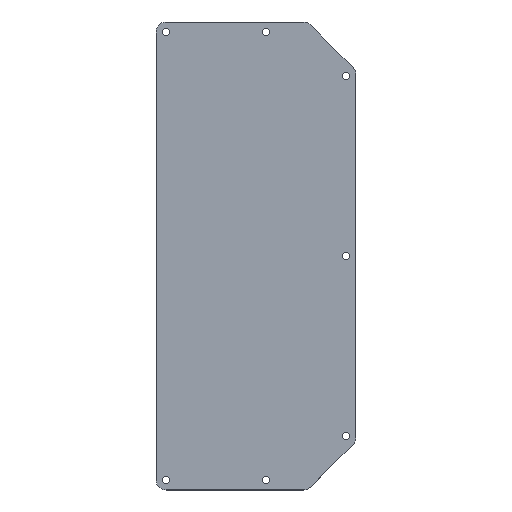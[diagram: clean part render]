
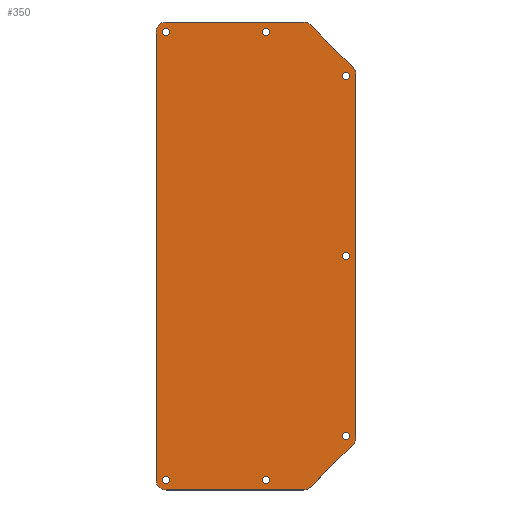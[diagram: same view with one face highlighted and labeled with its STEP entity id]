
A CAD part, top view. The second image highlights one B-rep face of the part: STEP entity #350.
In plain terms, the highlighted planar face has unit normal (0, 0, 1).
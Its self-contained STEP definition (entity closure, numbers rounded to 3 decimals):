
#42 = VERTEX_POINT('',#43);
#43 = CARTESIAN_POINT('',(6.06,29.718,1.6));
#49 = EDGE_CURVE('',#42,#50,#52,.T.);
#50 = VERTEX_POINT('',#51);
#51 = CARTESIAN_POINT('',(6.868,29.432,1.6));
#52 = CIRCLE('',#53,1.246);
#53 = AXIS2_PLACEMENT_3D('',#54,#55,#56);
#54 = CARTESIAN_POINT('',(6.074,28.472,1.6));
#55 = DIRECTION('',(0.,0.,-1.));
#56 = DIRECTION('',(-0.011,1.,0.));
#84 = VERTEX_POINT('',#85);
#85 = CARTESIAN_POINT('',(-11.43,29.718,1.6));
#91 = EDGE_CURVE('',#84,#42,#92,.T.);
#92 = LINE('',#93,#94);
#93 = CARTESIAN_POINT('',(-11.43,29.718,1.6));
#94 = VECTOR('',#95,1.);
#95 = DIRECTION('',(1.,0.,0.));
#113 = EDGE_CURVE('',#50,#114,#116,.T.);
#114 = VERTEX_POINT('',#115);
#115 = CARTESIAN_POINT('',(6.958,29.346,1.6));
#116 = LINE('',#117,#118);
#117 = CARTESIAN_POINT('',(6.868,29.432,1.6));
#118 = VECTOR('',#119,1.);
#119 = DIRECTION('',(0.723,-0.691,0.));
#350 = ADVANCED_FACE('',(#351,#479,#490,#501,#512,#523,#534,#545),#556,
  .T.);
#351 = FACE_BOUND('',#352,.T.);
#352 = EDGE_LOOP('',(#353,#354,#355,#363,#372,#380,#388,#397,#405,#413,
    #422,#430,#438,#447,#455,#463,#472,#478));
#353 = ORIENTED_EDGE('',*,*,#49,.F.);
#354 = ORIENTED_EDGE('',*,*,#91,.F.);
#355 = ORIENTED_EDGE('',*,*,#356,.F.);
#356 = EDGE_CURVE('',#357,#84,#359,.T.);
#357 = VERTEX_POINT('',#358);
#358 = CARTESIAN_POINT('',(-11.541,29.716,1.6));
#359 = LINE('',#360,#361);
#360 = CARTESIAN_POINT('',(-11.541,29.716,1.6));
#361 = VECTOR('',#362,1.);
#362 = DIRECTION('',(1.,0.022,0.));
#363 = ORIENTED_EDGE('',*,*,#364,.F.);
#364 = EDGE_CURVE('',#365,#357,#367,.T.);
#365 = VERTEX_POINT('',#366);
#366 = CARTESIAN_POINT('',(-12.7,28.448,1.6));
#367 = CIRCLE('',#368,1.268);
#368 = AXIS2_PLACEMENT_3D('',#369,#370,#371);
#369 = CARTESIAN_POINT('',(-11.432,28.452,1.6));
#370 = DIRECTION('',(0.,0.,-1.));
#371 = DIRECTION('',(-1.,-0.003,-0.));
#372 = ORIENTED_EDGE('',*,*,#373,.F.);
#373 = EDGE_CURVE('',#374,#365,#376,.T.);
#374 = VERTEX_POINT('',#375);
#375 = CARTESIAN_POINT('',(-12.7,-28.448,1.6));
#376 = LINE('',#377,#378);
#377 = CARTESIAN_POINT('',(-12.7,-28.448,1.6));
#378 = VECTOR('',#379,1.);
#379 = DIRECTION('',(0.,1.,0.));
#380 = ORIENTED_EDGE('',*,*,#381,.F.);
#381 = EDGE_CURVE('',#382,#374,#384,.T.);
#382 = VERTEX_POINT('',#383);
#383 = CARTESIAN_POINT('',(-12.698,-28.559,1.6));
#384 = LINE('',#385,#386);
#385 = CARTESIAN_POINT('',(-12.698,-28.559,1.6));
#386 = VECTOR('',#387,1.);
#387 = DIRECTION('',(-0.022,1.,0.));
#388 = ORIENTED_EDGE('',*,*,#389,.F.);
#389 = EDGE_CURVE('',#390,#382,#392,.T.);
#390 = VERTEX_POINT('',#391);
#391 = CARTESIAN_POINT('',(-11.43,-29.718,1.6));
#392 = CIRCLE('',#393,1.268);
#393 = AXIS2_PLACEMENT_3D('',#394,#395,#396);
#394 = CARTESIAN_POINT('',(-11.434,-28.45,1.6));
#395 = DIRECTION('',(0.,0.,-1.));
#396 = DIRECTION('',(0.003,-1.,0.));
#397 = ORIENTED_EDGE('',*,*,#398,.F.);
#398 = EDGE_CURVE('',#399,#390,#401,.T.);
#399 = VERTEX_POINT('',#400);
#400 = CARTESIAN_POINT('',(6.06,-29.718,1.6));
#401 = LINE('',#402,#403);
#402 = CARTESIAN_POINT('',(6.06,-29.718,1.6));
#403 = VECTOR('',#404,1.);
#404 = DIRECTION('',(-1.,0.,0.));
#405 = ORIENTED_EDGE('',*,*,#406,.F.);
#406 = EDGE_CURVE('',#407,#399,#409,.T.);
#407 = VERTEX_POINT('',#408);
#408 = CARTESIAN_POINT('',(6.185,-29.715,1.6));
#409 = LINE('',#410,#411);
#410 = CARTESIAN_POINT('',(6.185,-29.715,1.6));
#411 = VECTOR('',#412,1.);
#412 = DIRECTION('',(-1.,-0.023,0.));
#413 = ORIENTED_EDGE('',*,*,#414,.F.);
#414 = EDGE_CURVE('',#415,#407,#417,.T.);
#415 = VERTEX_POINT('',#416);
#416 = CARTESIAN_POINT('',(6.958,-29.346,1.6));
#417 = CIRCLE('',#418,1.246);
#418 = AXIS2_PLACEMENT_3D('',#419,#420,#421);
#419 = CARTESIAN_POINT('',(6.067,-28.475,1.6));
#420 = DIRECTION('',(0.,0.,-1.));
#421 = DIRECTION('',(0.715,-0.699,0.));
#422 = ORIENTED_EDGE('',*,*,#423,.F.);
#423 = EDGE_CURVE('',#424,#415,#426,.T.);
#424 = VERTEX_POINT('',#425);
#425 = CARTESIAN_POINT('',(12.328,-23.976,1.6));
#426 = LINE('',#427,#428);
#427 = CARTESIAN_POINT('',(12.328,-23.976,1.6));
#428 = VECTOR('',#429,1.);
#429 = DIRECTION('',(-0.707,-0.707,0.));
#430 = ORIENTED_EDGE('',*,*,#431,.F.);
#431 = EDGE_CURVE('',#432,#424,#434,.T.);
#432 = VERTEX_POINT('',#433);
#433 = CARTESIAN_POINT('',(12.328,-23.976,1.6));
#434 = LINE('',#435,#436);
#435 = CARTESIAN_POINT('',(12.328,-23.976,1.6));
#436 = VECTOR('',#437,1.);
#437 = DIRECTION('',(0.,1.,0.));
#438 = ORIENTED_EDGE('',*,*,#439,.F.);
#439 = EDGE_CURVE('',#440,#432,#442,.T.);
#440 = VERTEX_POINT('',#441);
#441 = CARTESIAN_POINT('',(12.7,-23.078,1.6));
#442 = CIRCLE('',#443,1.27);
#443 = AXIS2_PLACEMENT_3D('',#444,#445,#446);
#444 = CARTESIAN_POINT('',(11.43,-23.078,1.6));
#445 = DIRECTION('',(0.,0.,-1.));
#446 = DIRECTION('',(1.,0.,0.));
#447 = ORIENTED_EDGE('',*,*,#448,.F.);
#448 = EDGE_CURVE('',#449,#440,#451,.T.);
#449 = VERTEX_POINT('',#450);
#450 = CARTESIAN_POINT('',(12.7,23.078,1.6));
#451 = LINE('',#452,#453);
#452 = CARTESIAN_POINT('',(12.7,23.078,1.6));
#453 = VECTOR('',#454,1.);
#454 = DIRECTION('',(0.,-1.,0.));
#455 = ORIENTED_EDGE('',*,*,#456,.F.);
#456 = EDGE_CURVE('',#457,#449,#459,.T.);
#457 = VERTEX_POINT('',#458);
#458 = CARTESIAN_POINT('',(12.697,23.203,1.6));
#459 = LINE('',#460,#461);
#460 = CARTESIAN_POINT('',(12.697,23.203,1.6));
#461 = VECTOR('',#462,1.);
#462 = DIRECTION('',(0.024,-1.,0.));
#463 = ORIENTED_EDGE('',*,*,#464,.F.);
#464 = EDGE_CURVE('',#465,#457,#467,.T.);
#465 = VERTEX_POINT('',#466);
#466 = CARTESIAN_POINT('',(12.328,23.976,1.6));
#467 = CIRCLE('',#468,1.247);
#468 = AXIS2_PLACEMENT_3D('',#469,#470,#471);
#469 = CARTESIAN_POINT('',(11.455,23.085,1.6));
#470 = DIRECTION('',(0.,0.,-1.));
#471 = DIRECTION('',(0.7,0.714,0.));
#472 = ORIENTED_EDGE('',*,*,#473,.F.);
#473 = EDGE_CURVE('',#114,#465,#474,.T.);
#474 = LINE('',#475,#476);
#475 = CARTESIAN_POINT('',(6.958,29.346,1.6));
#476 = VECTOR('',#477,1.);
#477 = DIRECTION('',(0.707,-0.707,0.));
#478 = ORIENTED_EDGE('',*,*,#113,.F.);
#479 = FACE_BOUND('',#480,.T.);
#480 = EDGE_LOOP('',(#481));
#481 = ORIENTED_EDGE('',*,*,#482,.T.);
#482 = EDGE_CURVE('',#483,#483,#485,.T.);
#483 = VERTEX_POINT('',#484);
#484 = CARTESIAN_POINT('',(-11.43,-28.905,1.6));
#485 = CIRCLE('',#486,0.457);
#486 = AXIS2_PLACEMENT_3D('',#487,#488,#489);
#487 = CARTESIAN_POINT('',(-11.43,-28.448,1.6));
#488 = DIRECTION('',(-0.,0.,-1.));
#489 = DIRECTION('',(-0.,-1.,0.));
#490 = FACE_BOUND('',#491,.T.);
#491 = EDGE_LOOP('',(#492));
#492 = ORIENTED_EDGE('',*,*,#493,.T.);
#493 = EDGE_CURVE('',#494,#494,#496,.T.);
#494 = VERTEX_POINT('',#495);
#495 = CARTESIAN_POINT('',(1.27,-28.905,1.6));
#496 = CIRCLE('',#497,0.457);
#497 = AXIS2_PLACEMENT_3D('',#498,#499,#500);
#498 = CARTESIAN_POINT('',(1.27,-28.448,1.6));
#499 = DIRECTION('',(-0.,0.,-1.));
#500 = DIRECTION('',(-0.,-1.,0.));
#501 = FACE_BOUND('',#502,.T.);
#502 = EDGE_LOOP('',(#503));
#503 = ORIENTED_EDGE('',*,*,#504,.T.);
#504 = EDGE_CURVE('',#505,#505,#507,.T.);
#505 = VERTEX_POINT('',#506);
#506 = CARTESIAN_POINT('',(11.43,-23.317,1.6));
#507 = CIRCLE('',#508,0.457);
#508 = AXIS2_PLACEMENT_3D('',#509,#510,#511);
#509 = CARTESIAN_POINT('',(11.43,-22.86,1.6));
#510 = DIRECTION('',(-0.,0.,-1.));
#511 = DIRECTION('',(-0.,-1.,0.));
#512 = FACE_BOUND('',#513,.T.);
#513 = EDGE_LOOP('',(#514));
#514 = ORIENTED_EDGE('',*,*,#515,.T.);
#515 = EDGE_CURVE('',#516,#516,#518,.T.);
#516 = VERTEX_POINT('',#517);
#517 = CARTESIAN_POINT('',(-11.43,27.991,1.6));
#518 = CIRCLE('',#519,0.457);
#519 = AXIS2_PLACEMENT_3D('',#520,#521,#522);
#520 = CARTESIAN_POINT('',(-11.43,28.448,1.6));
#521 = DIRECTION('',(-0.,0.,-1.));
#522 = DIRECTION('',(-0.,-1.,0.));
#523 = FACE_BOUND('',#524,.T.);
#524 = EDGE_LOOP('',(#525));
#525 = ORIENTED_EDGE('',*,*,#526,.T.);
#526 = EDGE_CURVE('',#527,#527,#529,.T.);
#527 = VERTEX_POINT('',#528);
#528 = CARTESIAN_POINT('',(11.43,-0.457,1.6));
#529 = CIRCLE('',#530,0.457);
#530 = AXIS2_PLACEMENT_3D('',#531,#532,#533);
#531 = CARTESIAN_POINT('',(11.43,0.,1.6));
#532 = DIRECTION('',(-0.,0.,-1.));
#533 = DIRECTION('',(-0.,-1.,0.));
#534 = FACE_BOUND('',#535,.T.);
#535 = EDGE_LOOP('',(#536));
#536 = ORIENTED_EDGE('',*,*,#537,.T.);
#537 = EDGE_CURVE('',#538,#538,#540,.T.);
#538 = VERTEX_POINT('',#539);
#539 = CARTESIAN_POINT('',(1.27,27.991,1.6));
#540 = CIRCLE('',#541,0.457);
#541 = AXIS2_PLACEMENT_3D('',#542,#543,#544);
#542 = CARTESIAN_POINT('',(1.27,28.448,1.6));
#543 = DIRECTION('',(-0.,0.,-1.));
#544 = DIRECTION('',(-0.,-1.,0.));
#545 = FACE_BOUND('',#546,.T.);
#546 = EDGE_LOOP('',(#547));
#547 = ORIENTED_EDGE('',*,*,#548,.T.);
#548 = EDGE_CURVE('',#549,#549,#551,.T.);
#549 = VERTEX_POINT('',#550);
#550 = CARTESIAN_POINT('',(11.43,22.403,1.6));
#551 = CIRCLE('',#552,0.457);
#552 = AXIS2_PLACEMENT_3D('',#553,#554,#555);
#553 = CARTESIAN_POINT('',(11.43,22.86,1.6));
#554 = DIRECTION('',(-0.,0.,-1.));
#555 = DIRECTION('',(-0.,-1.,0.));
#556 = PLANE('',#557);
#557 = AXIS2_PLACEMENT_3D('',#558,#559,#560);
#558 = CARTESIAN_POINT('',(0.,0.,1.6));
#559 = DIRECTION('',(0.,0.,1.));
#560 = DIRECTION('',(1.,0.,-0.));
